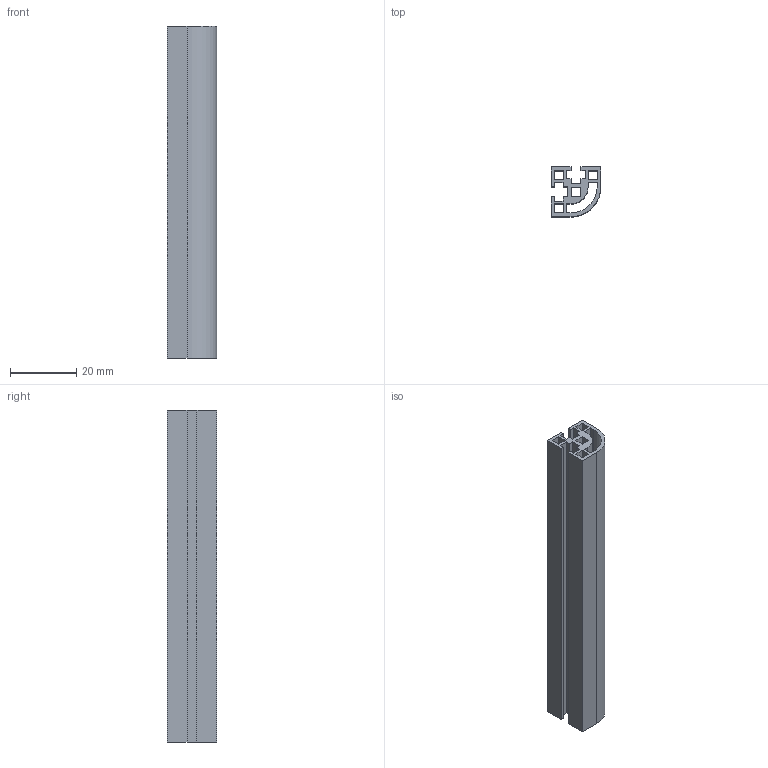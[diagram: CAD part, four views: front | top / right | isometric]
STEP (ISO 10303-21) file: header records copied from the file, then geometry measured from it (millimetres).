
FILE_DESCRIPTION(('FreeCAD Model'),'2;1');
FILE_NAME('Open CASCADE Shape Model','2021-12-26T18:08:05',('Author'),( ''),'Open CASCADE STEP processor 7.5','FreeCAD','Unknown');
FILE_SCHEMA(('AUTOMOTIVE_DESIGN { 1 0 10303 214 1 1 1 1 }'));
Length unit declared in the file: millimetre
Products named in the file (1): 100mm
Bounding box: 15 x 15 x 100 mm (x, y, z)
Volume: 9782.4 mm3; surface area: 16421.4 mm2
Topology: 1 solids, 1 shells, 55 faces, 159 edges, 106 vertices
Faces by surface type: plane 52, cylinder 3
Entity records: 3906 total; most frequent: CARTESIAN_POINT 675, DIRECTION 589, LINE 465, VECTOR 465, ORIENTED_EDGE 318, PCURVE 318, DEFINITIONAL_REPRESENTATION 318, EDGE_CURVE 159
